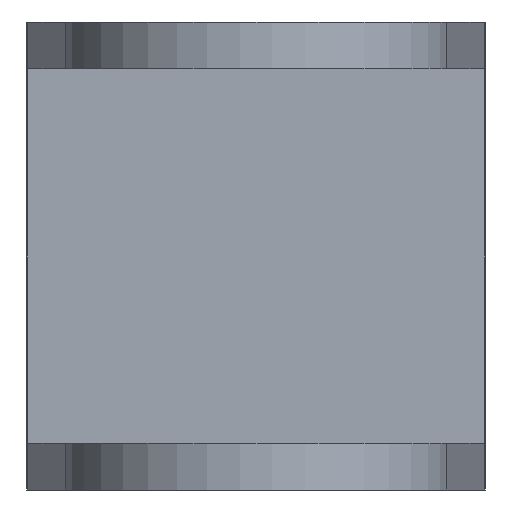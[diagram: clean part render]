
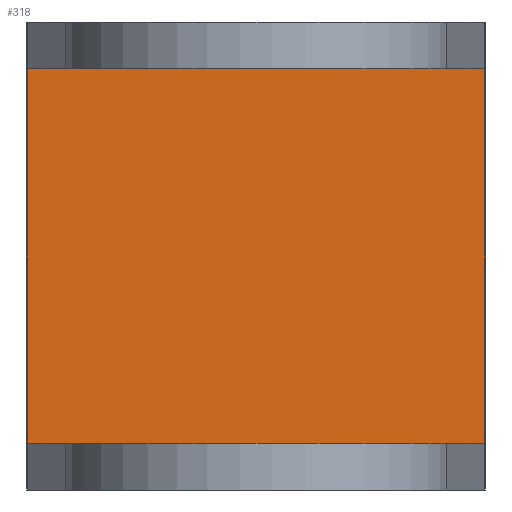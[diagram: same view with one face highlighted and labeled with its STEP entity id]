
A CAD part, front view. The second image highlights one B-rep face of the part: STEP entity #318.
In plain terms, the highlighted planar face has unit normal (-0.001, -1, 0).
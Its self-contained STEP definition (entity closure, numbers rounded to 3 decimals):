
#1 = CARTESIAN_POINT ( 'NONE',  ( -49.174, 109.043, -40. ) ) ;
#30 = VECTOR ( 'NONE', #200, 1000. ) ;
#46 = DIRECTION ( 'NONE',  ( 1., -0.001, 0. ) ) ;
#48 = PLANE ( 'NONE',  #258 ) ;
#192 = LINE ( 'NONE', #666, #314 ) ;
#200 = DIRECTION ( 'NONE',  ( 0., 0., 1. ) ) ;
#225 = DIRECTION ( 'NONE',  ( 0.001, 1., 0. ) ) ;
#258 = AXIS2_PLACEMENT_3D ( 'NONE', #747, #225, #594 ) ;
#267 = ORIENTED_EDGE ( 'NONE', *, *, #638, .T. ) ;
#271 = EDGE_LOOP ( 'NONE', ( #285, #267, #441, #468 ) ) ;
#274 = CARTESIAN_POINT ( 'NONE',  ( 48.825, 108.957, -40. ) ) ;
#285 = ORIENTED_EDGE ( 'NONE', *, *, #591, .T. ) ;
#298 = EDGE_CURVE ( 'NONE', #585, #797, #486, .T. ) ;
#313 = VECTOR ( 'NONE', #46, 1000. ) ;
#314 = VECTOR ( 'NONE', #602, 1000. ) ;
#318 = ADVANCED_FACE ( 'NONE', ( #850 ), #48, .F. ) ;
#441 = ORIENTED_EDGE ( 'NONE', *, *, #896, .T. ) ;
#468 = ORIENTED_EDGE ( 'NONE', *, *, #298, .F. ) ;
#479 = CARTESIAN_POINT ( 'NONE',  ( -49.174, 109.043, 40. ) ) ;
#486 = LINE ( 'NONE', #479, #313 ) ;
#487 = LINE ( 'NONE', #1, #506 ) ;
#496 = CARTESIAN_POINT ( 'NONE',  ( -48.826, 109.043, -40. ) ) ;
#506 = VECTOR ( 'NONE', #509, 1000. ) ;
#509 = DIRECTION ( 'NONE',  ( 1., -0.001, 0. ) ) ;
#585 = VERTEX_POINT ( 'NONE', #880 ) ;
#591 = EDGE_CURVE ( 'NONE', #585, #907, #192, .T. ) ;
#594 = DIRECTION ( 'NONE',  ( -1., 0.001, 0. ) ) ;
#602 = DIRECTION ( 'NONE',  ( 0., 0., -1. ) ) ;
#638 = EDGE_CURVE ( 'NONE', #907, #779, #487, .T. ) ;
#666 = CARTESIAN_POINT ( 'NONE',  ( -48.826, 109.043, -50. ) ) ;
#705 = CARTESIAN_POINT ( 'NONE',  ( 48.825, 108.957, -40. ) ) ;
#732 = CARTESIAN_POINT ( 'NONE',  ( 48.825, 108.957, 40. ) ) ;
#747 = CARTESIAN_POINT ( 'NONE',  ( -49.174, 109.043, -40. ) ) ;
#759 = LINE ( 'NONE', #274, #30 ) ;
#779 = VERTEX_POINT ( 'NONE', #705 ) ;
#797 = VERTEX_POINT ( 'NONE', #732 ) ;
#850 = FACE_OUTER_BOUND ( 'NONE', #271, .T. ) ;
#880 = CARTESIAN_POINT ( 'NONE',  ( -48.826, 109.043, 40. ) ) ;
#896 = EDGE_CURVE ( 'NONE', #779, #797, #759, .T. ) ;
#907 = VERTEX_POINT ( 'NONE', #496 ) ;
